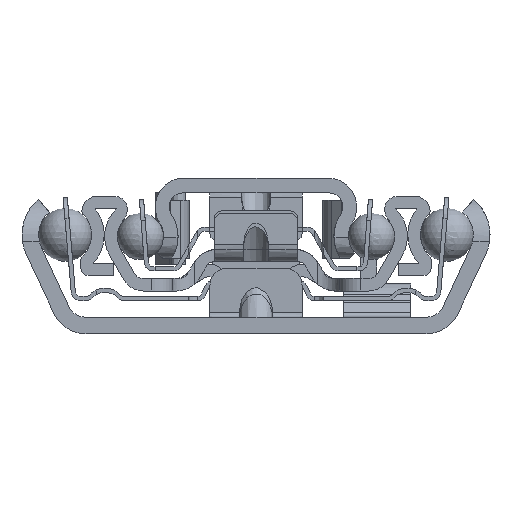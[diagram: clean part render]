
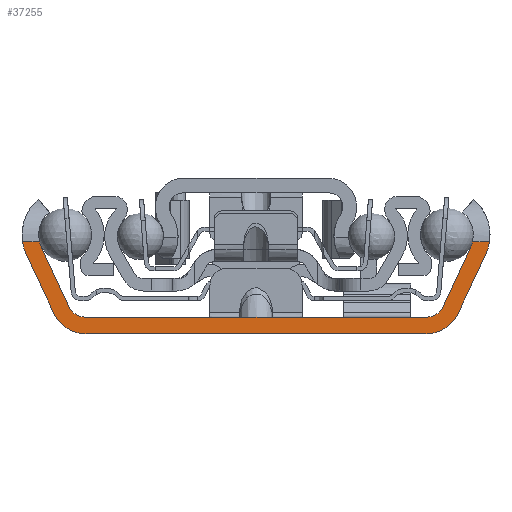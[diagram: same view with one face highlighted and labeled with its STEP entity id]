
A CAD part, left-side view. The second image highlights one B-rep face of the part: STEP entity #37255.
In plain terms, the highlighted planar face has unit normal (-1, 0, 0).
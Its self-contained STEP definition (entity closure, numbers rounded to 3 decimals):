
#647=PLANE('',#39714);
#2027=FACE_OUTER_BOUND('',#3979,.T.);
#3979=EDGE_LOOP('',(#25722,#25723,#25724,#25725,#25726,#25727,#25728,#25729,
#25730,#25731,#25732,#25733,#25734,#25735,#25736,#25737));
#5966=LINE('',#55009,#9526);
#6112=LINE('',#55468,#9672);
#6219=LINE('',#56767,#9779);
#6220=LINE('',#56782,#9780);
#6224=LINE('',#56793,#9784);
#6226=LINE('',#56800,#9786);
#6229=LINE('',#56809,#9789);
#6231=LINE('',#56816,#9791);
#9526=VECTOR('',#43407,10.);
#9672=VECTOR('',#43839,10.);
#9779=VECTOR('',#44312,10.);
#9780=VECTOR('',#44317,10.);
#9784=VECTOR('',#44333,10.);
#9786=VECTOR('',#44341,10.);
#9789=VECTOR('',#44354,10.);
#9791=VECTOR('',#44362,10.);
#13217=CIRCLE('',#39680,5.475);
#13226=CIRCLE('',#39691,3.5);
#13227=CIRCLE('',#39699,4.25);
#13228=CIRCLE('',#39702,3.5);
#13229=CIRCLE('',#39705,2.);
#13230=CIRCLE('',#39707,2.);
#13231=CIRCLE('',#39710,5.475);
#13232=CIRCLE('',#39713,4.25);
#15031=VERTEX_POINT('',#55007);
#15032=VERTEX_POINT('',#55008);
#15201=VERTEX_POINT('',#55466);
#15202=VERTEX_POINT('',#55467);
#15346=VERTEX_POINT('',#56698);
#15347=VERTEX_POINT('',#56711);
#15357=VERTEX_POINT('',#56738);
#15358=VERTEX_POINT('',#56749);
#15359=VERTEX_POINT('',#56753);
#15361=VERTEX_POINT('',#56770);
#15363=VERTEX_POINT('',#56789);
#15364=VERTEX_POINT('',#56795);
#15365=VERTEX_POINT('',#56799);
#15366=VERTEX_POINT('',#56805);
#15367=VERTEX_POINT('',#56811);
#15368=VERTEX_POINT('',#56815);
#18881=EDGE_CURVE('',#15031,#15032,#5966,.T.);
#19112=EDGE_CURVE('',#15201,#15202,#6112,.T.);
#19360=EDGE_CURVE('',#15346,#15347,#13217,.T.);
#19376=EDGE_CURVE('',#15357,#15358,#13226,.T.);
#19379=EDGE_CURVE('',#15359,#15357,#6219,.T.);
#19382=EDGE_CURVE('',#15361,#15346,#6220,.T.);
#19386=EDGE_CURVE('',#15363,#15201,#13227,.T.);
#19388=EDGE_CURVE('',#15347,#15363,#6224,.T.);
#19390=EDGE_CURVE('',#15364,#15361,#13228,.T.);
#19391=EDGE_CURVE('',#15365,#15364,#6226,.T.);
#19393=EDGE_CURVE('',#15032,#15365,#13229,.T.);
#19394=EDGE_CURVE('',#15366,#15031,#13230,.T.);
#19396=EDGE_CURVE('',#15358,#15366,#6229,.T.);
#19398=EDGE_CURVE('',#15367,#15359,#13231,.T.);
#19399=EDGE_CURVE('',#15368,#15367,#6231,.T.);
#19401=EDGE_CURVE('',#15202,#15368,#13232,.T.);
#25722=ORIENTED_EDGE('',*,*,#19382,.F.);
#25723=ORIENTED_EDGE('',*,*,#19390,.F.);
#25724=ORIENTED_EDGE('',*,*,#19391,.F.);
#25725=ORIENTED_EDGE('',*,*,#19393,.F.);
#25726=ORIENTED_EDGE('',*,*,#18881,.F.);
#25727=ORIENTED_EDGE('',*,*,#19394,.F.);
#25728=ORIENTED_EDGE('',*,*,#19396,.F.);
#25729=ORIENTED_EDGE('',*,*,#19376,.F.);
#25730=ORIENTED_EDGE('',*,*,#19379,.F.);
#25731=ORIENTED_EDGE('',*,*,#19398,.F.);
#25732=ORIENTED_EDGE('',*,*,#19399,.F.);
#25733=ORIENTED_EDGE('',*,*,#19401,.F.);
#25734=ORIENTED_EDGE('',*,*,#19112,.F.);
#25735=ORIENTED_EDGE('',*,*,#19386,.F.);
#25736=ORIENTED_EDGE('',*,*,#19388,.F.);
#25737=ORIENTED_EDGE('',*,*,#19360,.F.);
#37255=ADVANCED_FACE('',(#2027),#647,.F.);
#39680=AXIS2_PLACEMENT_3D('',#56712,#44279,#44280);
#39691=AXIS2_PLACEMENT_3D('',#56750,#44307,#44308);
#39699=AXIS2_PLACEMENT_3D('',#56790,#44328,#44329);
#39702=AXIS2_PLACEMENT_3D('',#56797,#44337,#44338);
#39705=AXIS2_PLACEMENT_3D('',#56803,#44345,#44346);
#39707=AXIS2_PLACEMENT_3D('',#56806,#44349,#44350);
#39710=AXIS2_PLACEMENT_3D('',#56813,#44358,#44359);
#39713=AXIS2_PLACEMENT_3D('',#56819,#44366,#44367);
#39714=AXIS2_PLACEMENT_3D('',#56820,#44368,#44369);
#43407=DIRECTION('',(0.,-1.,0.));
#43839=DIRECTION('',(0.,1.,0.));
#44279=DIRECTION('center_axis',(1.,0.,0.));
#44280=DIRECTION('ref_axis',(0.,-0.641,0.767));
#44307=DIRECTION('center_axis',(-1.,0.,0.));
#44308=DIRECTION('ref_axis',(0.,-0.906,0.423));
#44312=DIRECTION('',(0.,-1.,0.));
#44317=DIRECTION('',(0.,-1.,0.));
#44328=DIRECTION('center_axis',(1.,0.,0.));
#44329=DIRECTION('ref_axis',(0.,-0.906,-0.423));
#44333=DIRECTION('',(0.,0.423,-0.906));
#44337=DIRECTION('center_axis',(-1.,0.,0.));
#44338=DIRECTION('ref_axis',(0.,0.636,-0.772));
#44341=DIRECTION('',(0.,-0.423,0.906));
#44345=DIRECTION('center_axis',(-1.,0.,0.));
#44346=DIRECTION('ref_axis',(0.,0.906,0.423));
#44349=DIRECTION('center_axis',(-1.,0.,0.));
#44350=DIRECTION('ref_axis',(0.,0.,1.));
#44354=DIRECTION('',(0.,-0.423,-0.906));
#44358=DIRECTION('center_axis',(1.,0.,0.));
#44359=DIRECTION('ref_axis',(0.,0.906,-0.423));
#44362=DIRECTION('',(0.,0.423,0.906));
#44366=DIRECTION('center_axis',(1.,0.,0.));
#44367=DIRECTION('ref_axis',(0.,0.,-1.));
#44368=DIRECTION('center_axis',(1.,0.,0.));
#44369=DIRECTION('ref_axis',(0.,0.,-1.));
#55007=CARTESIAN_POINT('',(0.,20.443,2.));
#55008=CARTESIAN_POINT('',(0.,-20.443,2.));
#55009=CARTESIAN_POINT('',(0.,20.443,2.));
#55466=CARTESIAN_POINT('',(0.,-20.256,0.));
#55467=CARTESIAN_POINT('',(0.,20.256,0.));
#55468=CARTESIAN_POINT('',(0.,0.,0.));
#56698=CARTESIAN_POINT('',(0.,-27.841,11.));
#56711=CARTESIAN_POINT('',(0.,-27.387,9.486));
#56712=CARTESIAN_POINT('Origin',(0.,-22.425,11.8));
#56738=CARTESIAN_POINT('',(0.,25.832,11.));
#56749=CARTESIAN_POINT('',(0.,25.597,10.321));
#56750=CARTESIAN_POINT('Origin',(0.,22.425,11.8));
#56753=CARTESIAN_POINT('',(0.,27.841,11.));
#56767=CARTESIAN_POINT('',(0.,0.,11.));
#56770=CARTESIAN_POINT('',(0.,-25.832,11.));
#56782=CARTESIAN_POINT('',(0.,0.,11.));
#56789=CARTESIAN_POINT('',(0.,-24.108,2.454));
#56790=CARTESIAN_POINT('Origin',(0.,-20.256,4.25));
#56793=CARTESIAN_POINT('',(0.,-27.387,9.486));
#56795=CARTESIAN_POINT('',(0.,-25.597,10.321));
#56797=CARTESIAN_POINT('Origin',(0.,-22.425,11.8));
#56799=CARTESIAN_POINT('',(0.,-22.255,3.155));
#56800=CARTESIAN_POINT('',(0.,-22.255,3.155));
#56803=CARTESIAN_POINT('Origin',(0.,-20.443,4.));
#56805=CARTESIAN_POINT('',(0.,22.255,3.155));
#56806=CARTESIAN_POINT('Origin',(0.,20.443,4.));
#56809=CARTESIAN_POINT('',(0.,25.597,10.321));
#56811=CARTESIAN_POINT('',(0.,27.387,9.486));
#56813=CARTESIAN_POINT('Origin',(0.,22.425,11.8));
#56815=CARTESIAN_POINT('',(0.,24.108,2.454));
#56816=CARTESIAN_POINT('',(0.,24.108,2.454));
#56819=CARTESIAN_POINT('Origin',(0.,20.256,4.25));
#56820=CARTESIAN_POINT('Origin',(0.,0.,4.008));
